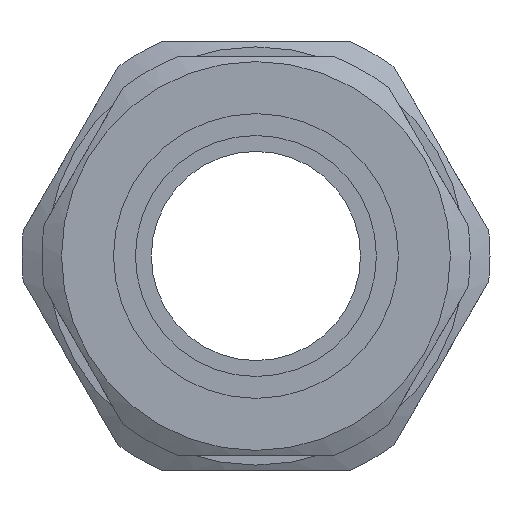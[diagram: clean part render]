
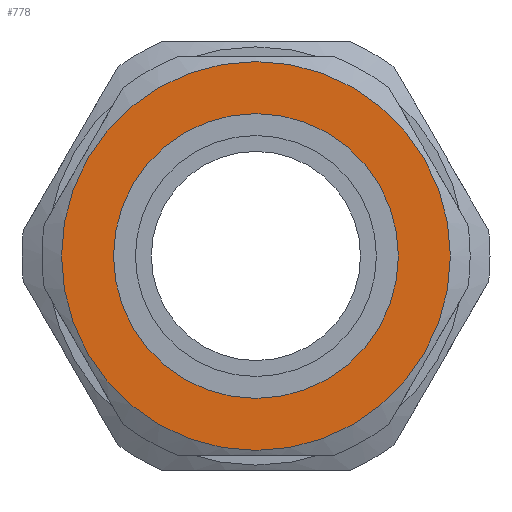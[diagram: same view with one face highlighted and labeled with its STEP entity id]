
A CAD part, front view. The second image highlights one B-rep face of the part: STEP entity #778.
In plain terms, the highlighted planar face has unit normal (0, -1, 0).
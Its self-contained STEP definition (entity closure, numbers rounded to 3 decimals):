
#100=FACE_BOUND('',#179,.T.);
#107=PLANE('',#861);
#129=FACE_OUTER_BOUND('',#178,.T.);
#178=EDGE_LOOP('',(#550));
#179=EDGE_LOOP('',(#551));
#306=CIRCLE('',#862,19.521);
#307=CIRCLE('',#863,14.3);
#355=VERTEX_POINT('',#1203);
#356=VERTEX_POINT('',#1205);
#431=EDGE_CURVE('',#355,#355,#306,.T.);
#432=EDGE_CURVE('',#356,#356,#307,.T.);
#550=ORIENTED_EDGE('',*,*,#431,.F.);
#551=ORIENTED_EDGE('',*,*,#432,.F.);
#778=ADVANCED_FACE('',(#129,#100),#107,.T.);
#861=AXIS2_PLACEMENT_3D('',#1202,#980,#981);
#862=AXIS2_PLACEMENT_3D('',#1204,#982,#983);
#863=AXIS2_PLACEMENT_3D('',#1206,#984,#985);
#980=DIRECTION('center_axis',(0.,-1.,0.));
#981=DIRECTION('ref_axis',(0.,0.,-1.));
#982=DIRECTION('center_axis',(0.,1.,0.));
#983=DIRECTION('ref_axis',(-1.,0.,0.));
#984=DIRECTION('center_axis',(0.,-1.,0.));
#985=DIRECTION('ref_axis',(-1.,0.,0.));
#1202=CARTESIAN_POINT('Origin',(181.249,42.323,177.166));
#1203=CARTESIAN_POINT('',(217.93,42.323,177.166));
#1204=CARTESIAN_POINT('Origin',(198.409,42.323,177.166));
#1205=CARTESIAN_POINT('',(212.709,42.323,177.166));
#1206=CARTESIAN_POINT('Origin',(198.409,42.323,177.166));
